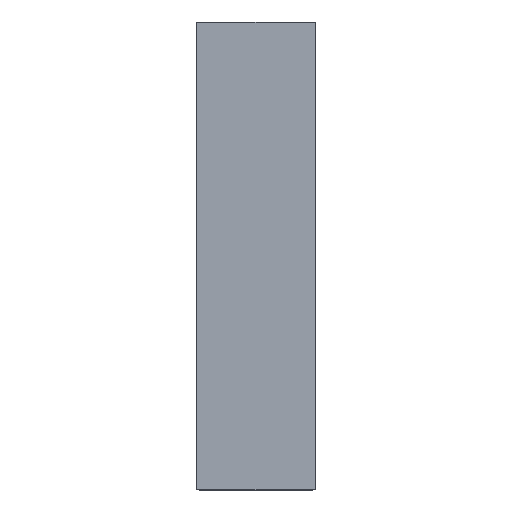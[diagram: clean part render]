
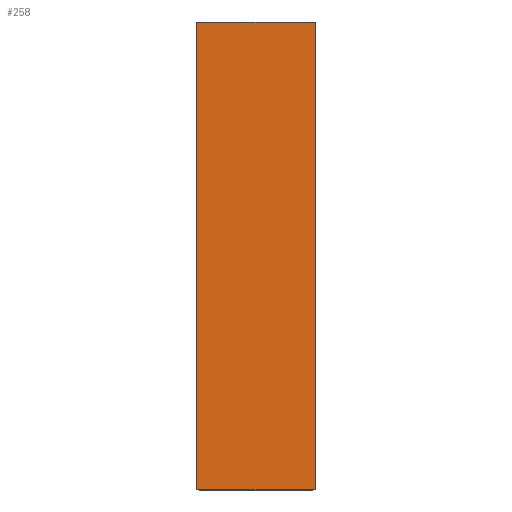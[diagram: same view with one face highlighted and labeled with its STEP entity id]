
A CAD part, top view. The second image highlights one B-rep face of the part: STEP entity #258.
In plain terms, the highlighted planar face has unit normal (0, 0, 1).
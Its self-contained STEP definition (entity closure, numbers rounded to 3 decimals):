
#22=FACE_OUTER_BOUND('',#36,.T.);
#36=EDGE_LOOP('',(#177,#178,#179,#180));
#52=LINE('',#382,#84);
#53=LINE('',#385,#85);
#54=LINE('',#387,#86);
#55=LINE('',#388,#87);
#84=VECTOR('',#310,10.);
#85=VECTOR('',#313,10.);
#86=VECTOR('',#314,10.);
#87=VECTOR('',#315,10.);
#114=VERTEX_POINT('',#376);
#116=VERTEX_POINT('',#380);
#117=VERTEX_POINT('',#384);
#118=VERTEX_POINT('',#386);
#140=EDGE_CURVE('',#114,#116,#52,.T.);
#141=EDGE_CURVE('',#114,#117,#53,.T.);
#142=EDGE_CURVE('',#118,#116,#54,.T.);
#143=EDGE_CURVE('',#117,#118,#55,.T.);
#177=ORIENTED_EDGE('',*,*,#141,.F.);
#178=ORIENTED_EDGE('',*,*,#140,.T.);
#179=ORIENTED_EDGE('',*,*,#142,.F.);
#180=ORIENTED_EDGE('',*,*,#143,.F.);
#246=PLANE('',#286);
#258=ADVANCED_FACE('',(#22),#246,.T.);
#286=AXIS2_PLACEMENT_3D('',#383,#311,#312);
#310=DIRECTION('',(0.,1.,0.));
#311=DIRECTION('center_axis',(0.,0.,1.));
#312=DIRECTION('ref_axis',(1.,0.,0.));
#313=DIRECTION('',(-1.,0.,0.));
#314=DIRECTION('',(1.,0.,0.));
#315=DIRECTION('',(0.,1.,0.));
#376=CARTESIAN_POINT('',(38.1,0.,5.));
#380=CARTESIAN_POINT('',(38.1,150.,5.));
#382=CARTESIAN_POINT('',(38.1,0.,5.));
#383=CARTESIAN_POINT('Origin',(0.,0.,5.));
#384=CARTESIAN_POINT('',(0.,0.,5.));
#385=CARTESIAN_POINT('',(38.1,0.,5.));
#386=CARTESIAN_POINT('',(0.,150.,5.));
#387=CARTESIAN_POINT('',(38.1,150.,5.));
#388=CARTESIAN_POINT('',(0.,0.,5.));
